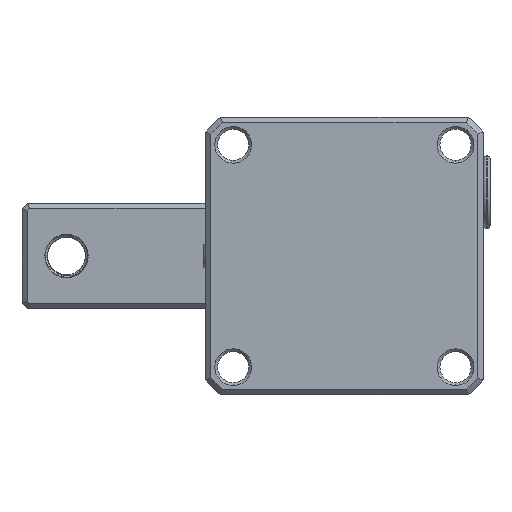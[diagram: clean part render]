
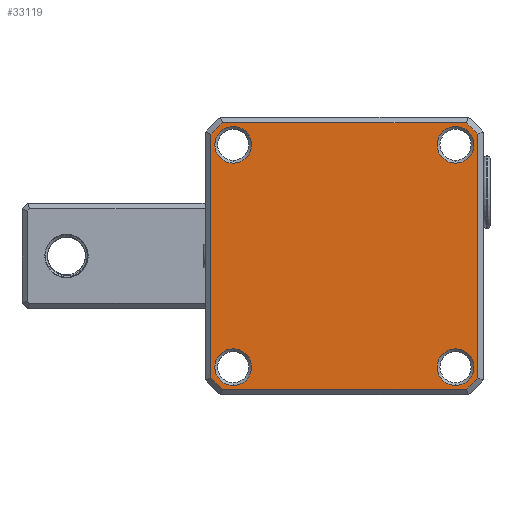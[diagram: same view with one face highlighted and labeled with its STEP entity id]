
A CAD part, front view. The second image highlights one B-rep face of the part: STEP entity #33119.
In plain terms, the highlighted planar face has unit normal (0, -1, 0).
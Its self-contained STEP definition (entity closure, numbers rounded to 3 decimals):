
#885 = LINE ( 'NONE', #37083, #15782 ) ;
#932 = DIRECTION ( 'NONE',  ( 0., 0., 1. ) ) ;
#2094 = CARTESIAN_POINT ( 'NONE',  ( -13201.676, 2324.212, -20. ) ) ;
#2266 = AXIS2_PLACEMENT_3D ( 'NONE', #9102, #29938, #12071 ) ;
#2627 = VERTEX_POINT ( 'NONE', #22194 ) ;
#2810 = VERTEX_POINT ( 'NONE', #11074 ) ;
#3047 = DIRECTION ( 'NONE',  ( 0., -1., 0. ) ) ;
#3147 = DIRECTION ( 'NONE',  ( 0., -1., 0. ) ) ;
#3251 = EDGE_CURVE ( 'NONE', #26037, #2810, #34446, .T. ) ;
#3450 = CARTESIAN_POINT ( 'NONE',  ( -13241.676, 2324.212, 23.3 ) ) ;
#3919 = CIRCLE ( 'NONE', #16702, 3.3 ) ;
#4272 = EDGE_LOOP ( 'NONE', ( #27053, #23869 ) ) ;
#4377 = EDGE_CURVE ( 'NONE', #8005, #18306, #885, .T. ) ;
#4750 = ORIENTED_EDGE ( 'NONE', *, *, #35662, .F. ) ;
#5036 = CARTESIAN_POINT ( 'NONE',  ( -13245.676, 2324.212, 21.915 ) ) ;
#5062 = DIRECTION ( 'NONE',  ( 0., 0., -1. ) ) ;
#5150 = EDGE_CURVE ( 'NONE', #36191, #11329, #16642, .T. ) ;
#5943 = EDGE_CURVE ( 'NONE', #17854, #18239, #35296, .T. ) ;
#6119 = EDGE_CURVE ( 'NONE', #10151, #8005, #32473, .T. ) ;
#6695 = VERTEX_POINT ( 'NONE', #12867 ) ;
#7016 = VERTEX_POINT ( 'NONE', #37780 ) ;
#7042 = VERTEX_POINT ( 'NONE', #5036 ) ;
#7247 = CARTESIAN_POINT ( 'NONE',  ( -13203.426, 2324.212, 24. ) ) ;
#7711 = FACE_BOUND ( 'NONE', #4272, .T. ) ;
#8005 = VERTEX_POINT ( 'NONE', #21145 ) ;
#8413 = CARTESIAN_POINT ( 'NONE',  ( -13201.676, 2324.212, 20. ) ) ;
#8639 = FACE_BOUND ( 'NONE', #28240, .T. ) ;
#8736 = AXIS2_PLACEMENT_3D ( 'NONE', #13097, #33945, #16114 ) ;
#9102 = CARTESIAN_POINT ( 'NONE',  ( -13241.676, 2324.212, -20. ) ) ;
#9214 = CARTESIAN_POINT ( 'NONE',  ( -13199.761, 2324.212, 24. ) ) ;
#9373 = EDGE_CURVE ( 'NONE', #7016, #2627, #11865, .T. ) ;
#9491 = CIRCLE ( 'NONE', #9534, 3.3 ) ;
#9534 = AXIS2_PLACEMENT_3D ( 'NONE', #2094, #22893, #5062 ) ;
#10151 = VERTEX_POINT ( 'NONE', #9214 ) ;
#10214 = DIRECTION ( 'NONE',  ( -1., 0., 0. ) ) ;
#10234 = DIRECTION ( 'NONE',  ( 0., 1., 0. ) ) ;
#10413 = ORIENTED_EDGE ( 'NONE', *, *, #19686, .F. ) ;
#10605 = DIRECTION ( 'NONE',  ( 0., -1., 0. ) ) ;
#10715 = CARTESIAN_POINT ( 'NONE',  ( -13221.676, 2324.212, 0. ) ) ;
#10759 = CARTESIAN_POINT ( 'NONE',  ( -13241.676, 2324.212, 20. ) ) ;
#10899 = CARTESIAN_POINT ( 'NONE',  ( -13221.676, 2324.212, 0. ) ) ;
#11074 = CARTESIAN_POINT ( 'NONE',  ( -13243.59, 2324.212, -24. ) ) ;
#11329 = VERTEX_POINT ( 'NONE', #30593 ) ;
#11405 = DIRECTION ( 'NONE',  ( 0., 0., -1. ) ) ;
#11865 = CIRCLE ( 'NONE', #32588, 3.3 ) ;
#11894 = CIRCLE ( 'NONE', #31439, 32.5 ) ;
#12071 = DIRECTION ( 'NONE',  ( 0., 0., -1. ) ) ;
#12867 = CARTESIAN_POINT ( 'NONE',  ( -13245.676, 2324.212, -21.915 ) ) ;
#13097 = CARTESIAN_POINT ( 'NONE',  ( -13241.676, 2324.212, 20. ) ) ;
#13718 = CARTESIAN_POINT ( 'NONE',  ( -13201.676, 2324.212, 23.3 ) ) ;
#13744 = DIRECTION ( 'NONE',  ( 0., 0., 1. ) ) ;
#13786 = DIRECTION ( 'NONE',  ( 0., 0., -1. ) ) ;
#13909 = DIRECTION ( 'NONE',  ( 0., 0., 1. ) ) ;
#14924 = DIRECTION ( 'NONE',  ( -1., 0., 0. ) ) ;
#15281 = CARTESIAN_POINT ( 'NONE',  ( -13221.676, 2324.212, 0. ) ) ;
#15641 = DIRECTION ( 'NONE',  ( 0., 0., 1. ) ) ;
#15782 = VECTOR ( 'NONE', #25170, 1000. ) ;
#16103 = CIRCLE ( 'NONE', #29895, 3.3 ) ;
#16114 = DIRECTION ( 'NONE',  ( 0., 0., -1. ) ) ;
#16164 = CIRCLE ( 'NONE', #23619, 32.5 ) ;
#16642 = CIRCLE ( 'NONE', #2266, 3.3 ) ;
#16702 = AXIS2_PLACEMENT_3D ( 'NONE', #10759, #31625, #13786 ) ;
#17729 = VECTOR ( 'NONE', #10214, 1000. ) ;
#17831 = EDGE_CURVE ( 'NONE', #2810, #6695, #16164, .T. ) ;
#17854 = VERTEX_POINT ( 'NONE', #3450 ) ;
#18048 = CIRCLE ( 'NONE', #35947, 32.5 ) ;
#18239 = VERTEX_POINT ( 'NONE', #37814 ) ;
#18266 = DIRECTION ( 'NONE',  ( 0., 0., 1. ) ) ;
#18306 = VERTEX_POINT ( 'NONE', #31898 ) ;
#18693 = LINE ( 'NONE', #7247, #17729 ) ;
#18746 = DIRECTION ( 'NONE',  ( 0., 1., 0. ) ) ;
#19450 = AXIS2_PLACEMENT_3D ( 'NONE', #33595, #18746, #932 ) ;
#19686 = EDGE_CURVE ( 'NONE', #11329, #36191, #16103, .T. ) ;
#20214 = LINE ( 'NONE', #36514, #28140 ) ;
#20549 = ORIENTED_EDGE ( 'NONE', *, *, #5150, .F. ) ;
#20866 = CARTESIAN_POINT ( 'NONE',  ( -13201.676, 2324.212, -20. ) ) ;
#20971 = CARTESIAN_POINT ( 'NONE',  ( -13201.676, 2324.212, 20. ) ) ;
#21024 = EDGE_LOOP ( 'NONE', ( #4750, #21629 ) ) ;
#21145 = CARTESIAN_POINT ( 'NONE',  ( -13197.676, 2324.212, 21.915 ) ) ;
#21182 = ORIENTED_EDGE ( 'NONE', *, *, #35469, .F. ) ;
#21524 = ORIENTED_EDGE ( 'NONE', *, *, #6119, .F. ) ;
#21629 = ORIENTED_EDGE ( 'NONE', *, *, #9373, .F. ) ;
#21834 = CARTESIAN_POINT ( 'NONE',  ( -13243.59, 2324.212, 24. ) ) ;
#22151 = EDGE_CURVE ( 'NONE', #18239, #17854, #3919, .T. ) ;
#22161 = ORIENTED_EDGE ( 'NONE', *, *, #33233, .F. ) ;
#22194 = CARTESIAN_POINT ( 'NONE',  ( -13201.676, 2324.212, -23.3 ) ) ;
#22313 = EDGE_CURVE ( 'NONE', #24332, #27486, #32778, .T. ) ;
#22893 = DIRECTION ( 'NONE',  ( 0., -1., 0. ) ) ;
#23619 = AXIS2_PLACEMENT_3D ( 'NONE', #15281, #36157, #18266 ) ;
#23638 = CARTESIAN_POINT ( 'NONE',  ( -13199.761, 2324.212, -24. ) ) ;
#23855 = DIRECTION ( 'NONE',  ( 0., 0., -1. ) ) ;
#23869 = ORIENTED_EDGE ( 'NONE', *, *, #32907, .F. ) ;
#23970 = DIRECTION ( 'NONE',  ( 0., 0., -1. ) ) ;
#24296 = ORIENTED_EDGE ( 'NONE', *, *, #31557, .F. ) ;
#24332 = VERTEX_POINT ( 'NONE', #37553 ) ;
#24866 = VERTEX_POINT ( 'NONE', #21834 ) ;
#24917 = EDGE_CURVE ( 'NONE', #10151, #24866, #18693, .T. ) ;
#25170 = DIRECTION ( 'NONE',  ( 0., 0., -1. ) ) ;
#26037 = VERTEX_POINT ( 'NONE', #23638 ) ;
#26295 = ORIENTED_EDGE ( 'NONE', *, *, #24917, .T. ) ;
#27053 = ORIENTED_EDGE ( 'NONE', *, *, #22313, .F. ) ;
#27486 = VERTEX_POINT ( 'NONE', #13718 ) ;
#27487 = VECTOR ( 'NONE', #14924, 1000. ) ;
#28088 = CARTESIAN_POINT ( 'NONE',  ( -13241.676, 2324.212, -23.3 ) ) ;
#28109 = CARTESIAN_POINT ( 'NONE',  ( -13221.676, 2324.212, 0. ) ) ;
#28140 = VECTOR ( 'NONE', #15641, 1000. ) ;
#28240 = EDGE_LOOP ( 'NONE', ( #30708, #35943 ) ) ;
#28486 = CARTESIAN_POINT ( 'NONE',  ( -13241.676, 2324.212, -20. ) ) ;
#29264 = DIRECTION ( 'NONE',  ( 0., -1., 0. ) ) ;
#29895 = AXIS2_PLACEMENT_3D ( 'NONE', #28486, #10605, #31479 ) ;
#29938 = DIRECTION ( 'NONE',  ( 0., -1., 0. ) ) ;
#30203 = AXIS2_PLACEMENT_3D ( 'NONE', #20971, #3147, #23970 ) ;
#30475 = PLANE ( 'NONE',  #19450 ) ;
#30570 = FACE_OUTER_BOUND ( 'NONE', #34421, .T. ) ;
#30593 = CARTESIAN_POINT ( 'NONE',  ( -13241.676, 2324.212, -16.7 ) ) ;
#30708 = ORIENTED_EDGE ( 'NONE', *, *, #22151, .F. ) ;
#30719 = AXIS2_PLACEMENT_3D ( 'NONE', #10715, #31587, #13744 ) ;
#31089 = DIRECTION ( 'NONE',  ( 0., 0., 1. ) ) ;
#31439 = AXIS2_PLACEMENT_3D ( 'NONE', #28109, #10234, #31089 ) ;
#31479 = DIRECTION ( 'NONE',  ( 0., 0., -1. ) ) ;
#31495 = FACE_BOUND ( 'NONE', #38561, .T. ) ;
#31557 = EDGE_CURVE ( 'NONE', #7042, #24866, #18048, .T. ) ;
#31587 = DIRECTION ( 'NONE',  ( 0., 1., 0. ) ) ;
#31625 = DIRECTION ( 'NONE',  ( 0., -1., 0. ) ) ;
#31764 = DIRECTION ( 'NONE',  ( 0., 1., 0. ) ) ;
#31898 = CARTESIAN_POINT ( 'NONE',  ( -13197.676, 2324.212, -21.915 ) ) ;
#32464 = ORIENTED_EDGE ( 'NONE', *, *, #4377, .F. ) ;
#32473 = CIRCLE ( 'NONE', #30719, 32.5 ) ;
#32588 = AXIS2_PLACEMENT_3D ( 'NONE', #20866, #3047, #23855 ) ;
#32698 = AXIS2_PLACEMENT_3D ( 'NONE', #8413, #29264, #11405 ) ;
#32778 = CIRCLE ( 'NONE', #32698, 3.3 ) ;
#32907 = EDGE_CURVE ( 'NONE', #27486, #24332, #34308, .T. ) ;
#33119 = ADVANCED_FACE ( 'NONE', ( #30570, #8639, #7711, #38535, #31495 ), #30475, .F. ) ;
#33233 = EDGE_CURVE ( 'NONE', #18306, #26037, #11894, .T. ) ;
#33595 = CARTESIAN_POINT ( 'NONE',  ( -13203.426, 2324.212, 0. ) ) ;
#33945 = DIRECTION ( 'NONE',  ( 0., -1., 0. ) ) ;
#34308 = CIRCLE ( 'NONE', #30203, 3.3 ) ;
#34421 = EDGE_LOOP ( 'NONE', ( #26295, #24296, #21182, #35516, #36346, #22161, #32464, #21524 ) ) ;
#34446 = LINE ( 'NONE', #35788, #27487 ) ;
#35296 = CIRCLE ( 'NONE', #8736, 3.3 ) ;
#35469 = EDGE_CURVE ( 'NONE', #6695, #7042, #20214, .T. ) ;
#35516 = ORIENTED_EDGE ( 'NONE', *, *, #17831, .F. ) ;
#35662 = EDGE_CURVE ( 'NONE', #2627, #7016, #9491, .T. ) ;
#35788 = CARTESIAN_POINT ( 'NONE',  ( -13328.935, 2324.212, -24. ) ) ;
#35943 = ORIENTED_EDGE ( 'NONE', *, *, #5943, .F. ) ;
#35947 = AXIS2_PLACEMENT_3D ( 'NONE', #10899, #31764, #13909 ) ;
#36157 = DIRECTION ( 'NONE',  ( 0., 1., 0. ) ) ;
#36191 = VERTEX_POINT ( 'NONE', #28088 ) ;
#36346 = ORIENTED_EDGE ( 'NONE', *, *, #3251, .F. ) ;
#36514 = CARTESIAN_POINT ( 'NONE',  ( -13245.676, 2324.212, 0. ) ) ;
#37083 = CARTESIAN_POINT ( 'NONE',  ( -13197.676, 2324.212, 0. ) ) ;
#37553 = CARTESIAN_POINT ( 'NONE',  ( -13201.676, 2324.212, 16.7 ) ) ;
#37780 = CARTESIAN_POINT ( 'NONE',  ( -13201.676, 2324.212, -16.7 ) ) ;
#37814 = CARTESIAN_POINT ( 'NONE',  ( -13241.676, 2324.212, 16.7 ) ) ;
#38535 = FACE_BOUND ( 'NONE', #21024, .T. ) ;
#38561 = EDGE_LOOP ( 'NONE', ( #20549, #10413 ) ) ;
